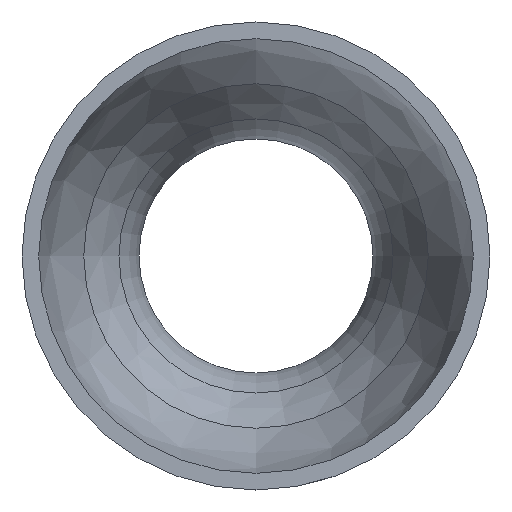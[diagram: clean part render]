
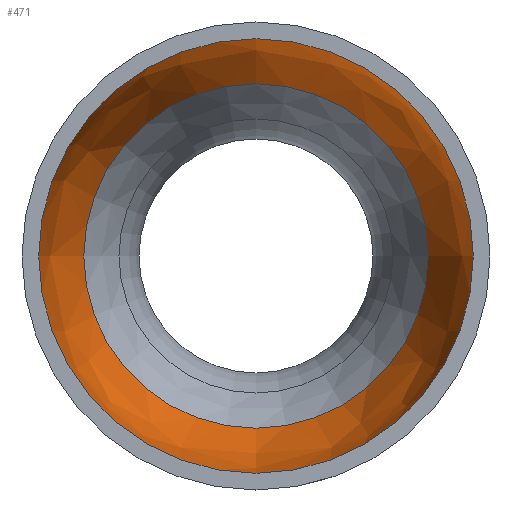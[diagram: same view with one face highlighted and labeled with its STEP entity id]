
A CAD part, left-side view. The second image highlights one B-rep face of the part: STEP entity #471.
In plain terms, the highlighted free-form (B-spline) face has degree [2, 2] with [3, 9] control points.
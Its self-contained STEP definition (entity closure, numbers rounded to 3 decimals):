
#21=(
BOUNDED_SURFACE()
B_SPLINE_SURFACE(2,2,((#896,#897,#898,#899,#900,#901,#902,#903,#904),(#905,
#906,#907,#908,#909,#910,#911,#912,#913),(#914,#915,#916,#917,#918,#919,
#920,#921,#922)),.UNSPECIFIED.,.F.,.T.,.F.)
B_SPLINE_SURFACE_WITH_KNOTS((3,3),(3,2,2,2,3),(0.,0.453),
(-3.142,-1.571,0.,1.571,3.142),
 .UNSPECIFIED.)
GEOMETRIC_REPRESENTATION_ITEM()
RATIONAL_B_SPLINE_SURFACE(((1.,0.707,1.,0.707,1.,
0.707,1.,0.707,1.),(0.974,0.689,
0.974,0.689,0.974,0.689,
0.974,0.689,0.974),(1.,0.707,
1.,0.707,1.,0.707,1.,0.707,1.)))
REPRESENTATION_ITEM('')
SURFACE()
);
#62=FACE_OUTER_BOUND('',#83,.T.);
#83=EDGE_LOOP('',(#372,#373,#374,#375,#376,#377,#378,#379));
#135=CIRCLE('',#551,15.458);
#136=CIRCLE('',#552,15.458);
#137=CIRCLE('',#553,15.458);
#138=CIRCLE('',#554,40.);
#139=CIRCLE('',#555,19.5);
#140=CIRCLE('',#556,19.5);
#141=CIRCLE('',#557,19.5);
#197=VERTEX_POINT('',#889);
#198=VERTEX_POINT('',#891);
#199=VERTEX_POINT('',#893);
#200=VERTEX_POINT('',#923);
#201=VERTEX_POINT('',#925);
#202=VERTEX_POINT('',#927);
#265=EDGE_CURVE('',#198,#197,#135,.T.);
#266=EDGE_CURVE('',#199,#198,#136,.T.);
#267=EDGE_CURVE('',#197,#199,#137,.T.);
#268=EDGE_CURVE('',#198,#200,#138,.T.);
#269=EDGE_CURVE('',#201,#200,#139,.T.);
#270=EDGE_CURVE('',#202,#201,#140,.T.);
#271=EDGE_CURVE('',#200,#202,#141,.T.);
#372=ORIENTED_EDGE('',*,*,#266,.T.);
#373=ORIENTED_EDGE('',*,*,#268,.T.);
#374=ORIENTED_EDGE('',*,*,#269,.F.);
#375=ORIENTED_EDGE('',*,*,#270,.F.);
#376=ORIENTED_EDGE('',*,*,#271,.F.);
#377=ORIENTED_EDGE('',*,*,#268,.F.);
#378=ORIENTED_EDGE('',*,*,#265,.T.);
#379=ORIENTED_EDGE('',*,*,#267,.T.);
#471=ADVANCED_FACE('',(#62),#21,.T.);
#551=AXIS2_PLACEMENT_3D('',#892,#693,#694);
#552=AXIS2_PLACEMENT_3D('',#894,#695,#696);
#553=AXIS2_PLACEMENT_3D('',#895,#697,#698);
#554=AXIS2_PLACEMENT_3D('',#924,#699,#700);
#555=AXIS2_PLACEMENT_3D('',#926,#701,#702);
#556=AXIS2_PLACEMENT_3D('',#928,#703,#704);
#557=AXIS2_PLACEMENT_3D('',#929,#705,#706);
#693=DIRECTION('center_axis',(1.,0.,0.));
#694=DIRECTION('ref_axis',(0.,-1.,0.));
#695=DIRECTION('center_axis',(1.,0.,0.));
#696=DIRECTION('ref_axis',(0.,-1.,0.));
#697=DIRECTION('center_axis',(1.,0.,0.));
#698=DIRECTION('ref_axis',(0.,-1.,0.));
#699=DIRECTION('center_axis',(0.,1.,0.));
#700=DIRECTION('ref_axis',(0.,0.,-1.));
#701=DIRECTION('center_axis',(1.,0.,0.));
#702=DIRECTION('ref_axis',(0.,-1.,0.));
#703=DIRECTION('center_axis',(1.,0.,0.));
#704=DIRECTION('ref_axis',(0.,-1.,0.));
#705=DIRECTION('center_axis',(1.,0.,0.));
#706=DIRECTION('ref_axis',(0.,-1.,0.));
#889=CARTESIAN_POINT('',(19.593,15.458,0.));
#891=CARTESIAN_POINT('',(19.593,0.,-15.458));
#892=CARTESIAN_POINT('Origin',(19.593,0.,0.));
#893=CARTESIAN_POINT('',(19.593,-15.458,0.));
#894=CARTESIAN_POINT('Origin',(19.593,0.,0.));
#895=CARTESIAN_POINT('Origin',(19.593,0.,0.));
#896=CARTESIAN_POINT('Ctrl Pts',(2.07,0.,
-19.5));
#897=CARTESIAN_POINT('Ctrl Pts',(2.07,19.5,-19.5));
#898=CARTESIAN_POINT('Ctrl Pts',(2.07,19.5,0.));
#899=CARTESIAN_POINT('Ctrl Pts',(2.07,19.5,19.5));
#900=CARTESIAN_POINT('Ctrl Pts',(2.07,0.,
19.5));
#901=CARTESIAN_POINT('Ctrl Pts',(2.07,-19.5,19.5));
#902=CARTESIAN_POINT('Ctrl Pts',(2.07,-19.5,0.));
#903=CARTESIAN_POINT('Ctrl Pts',(2.07,-19.5,-19.5));
#904=CARTESIAN_POINT('Ctrl Pts',(2.07,0.,
-19.5));
#905=CARTESIAN_POINT('Ctrl Pts',(11.298,0.,
-19.5));
#906=CARTESIAN_POINT('Ctrl Pts',(11.298,19.5,-19.5));
#907=CARTESIAN_POINT('Ctrl Pts',(11.298,19.5,0.));
#908=CARTESIAN_POINT('Ctrl Pts',(11.298,19.5,19.5));
#909=CARTESIAN_POINT('Ctrl Pts',(11.298,0.,
19.5));
#910=CARTESIAN_POINT('Ctrl Pts',(11.298,-19.5,19.5));
#911=CARTESIAN_POINT('Ctrl Pts',(11.298,-19.5,0.));
#912=CARTESIAN_POINT('Ctrl Pts',(11.298,-19.5,-19.5));
#913=CARTESIAN_POINT('Ctrl Pts',(11.298,0.,
-19.5));
#914=CARTESIAN_POINT('Ctrl Pts',(19.593,0.,-15.458));
#915=CARTESIAN_POINT('Ctrl Pts',(19.593,15.458,-15.458));
#916=CARTESIAN_POINT('Ctrl Pts',(19.593,15.458,0.));
#917=CARTESIAN_POINT('Ctrl Pts',(19.593,15.458,15.458));
#918=CARTESIAN_POINT('Ctrl Pts',(19.593,0.,15.458));
#919=CARTESIAN_POINT('Ctrl Pts',(19.593,-15.458,15.458));
#920=CARTESIAN_POINT('Ctrl Pts',(19.593,-15.458,0.));
#921=CARTESIAN_POINT('Ctrl Pts',(19.593,-15.458,-15.458));
#922=CARTESIAN_POINT('Ctrl Pts',(19.593,0.,-15.458));
#923=CARTESIAN_POINT('',(2.07,0.,-19.5));
#924=CARTESIAN_POINT('Origin',(2.07,0.,20.5));
#925=CARTESIAN_POINT('',(2.07,-19.5,0.));
#926=CARTESIAN_POINT('Origin',(2.07,0.,0.));
#927=CARTESIAN_POINT('',(2.07,19.5,0.));
#928=CARTESIAN_POINT('Origin',(2.07,0.,0.));
#929=CARTESIAN_POINT('Origin',(2.07,0.,0.));
